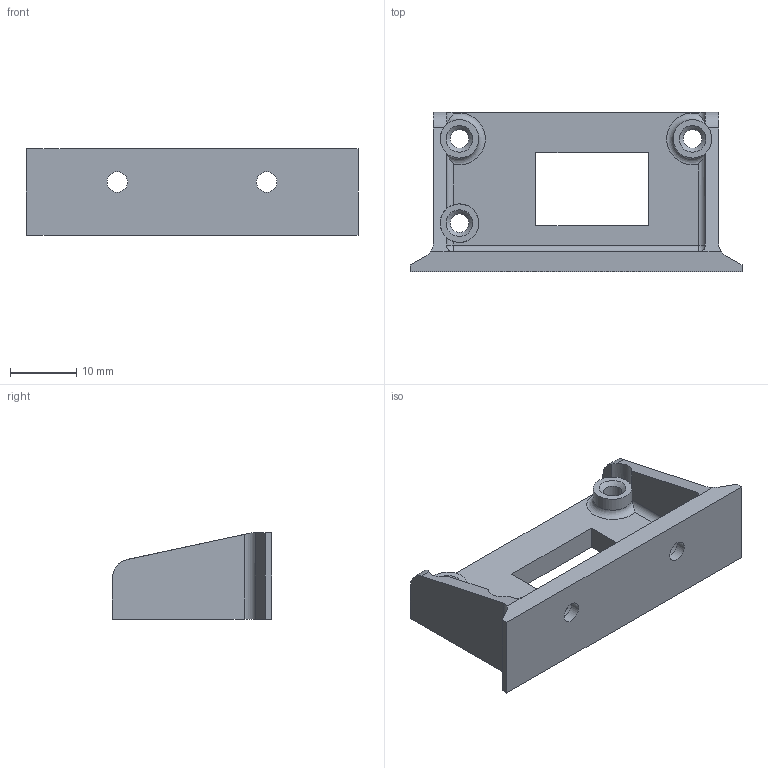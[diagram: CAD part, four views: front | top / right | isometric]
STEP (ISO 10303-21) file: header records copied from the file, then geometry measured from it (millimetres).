
FILE_DESCRIPTION(/* description */ (''),/* implementation_level */ '2;1');
FILE_NAME(/* name */ 'mocowanie_płytki.stp',/* time_stamp */ '2018-06-24T20:02:52+02:00',/* author */ ('petrz'),/* organization */ (''),/* preprocessor_version */ 'ST-DEVELOPER v17',/* originating_system */ 'Autodesk Inventor 2019',/* authorisation */ '');
FILE_SCHEMA (('AUTOMOTIVE_DESIGN { 1 0 10303 214 3 1 1 }'));
Length unit declared in the file: millimetre
Products named in the file (1): mocowanie_płytki
Bounding box: 50 x 24 x 13 mm (x, y, z)
Volume: 4959.7 mm3; surface area: 4197 mm2
Topology: 1 solids, 1 shells, 60 faces, 147 edges, 91 vertices
Faces by surface type: plane 28, cylinder 25, cone 3, torus 2, sphere 2
Full cylindrical faces by diameter (mm): 2.8 x3, 3.1 x2, 5.5 x2
Entity records: 1885 total; most frequent: CARTESIAN_POINT 383, DIRECTION 312, ORIENTED_EDGE 294, EDGE_CURVE 147, AXIS2_PLACEMENT_3D 112, VERTEX_POINT 91, LINE 88, VECTOR 88
